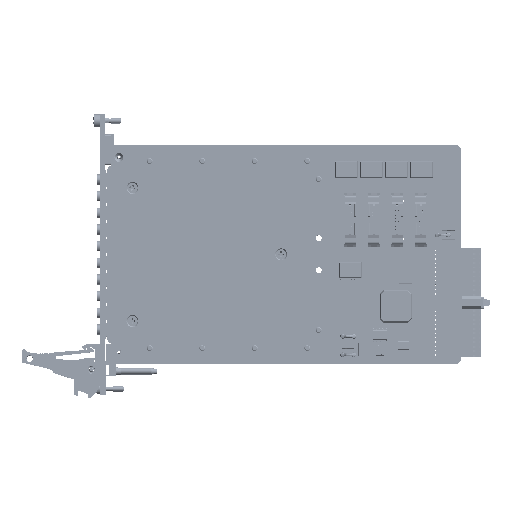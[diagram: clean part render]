
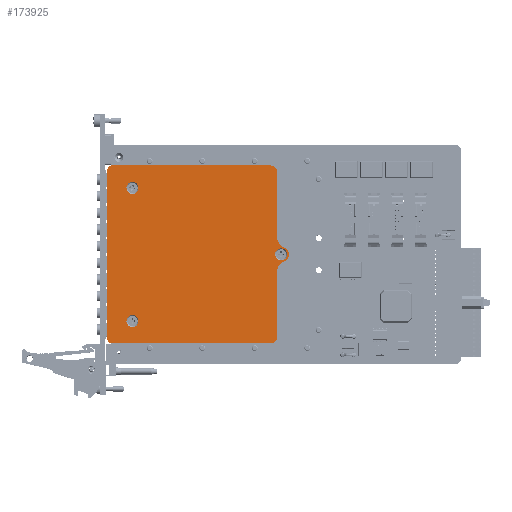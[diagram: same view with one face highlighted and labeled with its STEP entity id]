
A CAD part, top view. The second image highlights one B-rep face of the part: STEP entity #173925.
In plain terms, the highlighted planar face has unit normal (0, 0, 1).
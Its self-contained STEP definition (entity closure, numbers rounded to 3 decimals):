
#9572 = CARTESIAN_POINT ( 'NONE',  ( -18.006, 46.811, 8.968 ) ) ;
#9577 = CARTESIAN_POINT ( 'NONE',  ( -18.006, 17.001, 8.968 ) ) ;
#9607 = CARTESIAN_POINT ( 'NONE',  ( -14.865, 5.862, 8.968 ) ) ;
#9614 = CARTESIAN_POINT ( 'NONE',  ( -18.006, 1.221, 8.968 ) ) ;
#9651 = CARTESIAN_POINT ( 'NONE',  ( -14.865, 12.36, 8.968 ) ) ;
#9657 = CARTESIAN_POINT ( 'NONE',  ( -93.657, 49.811, 8.968 ) ) ;
#9683 = CARTESIAN_POINT ( 'NONE',  ( -95.657, 47.811, 8.968 ) ) ;
#9759 = CARTESIAN_POINT ( 'NONE',  ( -21.006, 49.811, 8.968 ) ) ;
#10122 = CARTESIAN_POINT ( 'NONE',  ( -21.006, -31.589, 8.968 ) ) ;
#10154 = CARTESIAN_POINT ( 'NONE',  ( -18.006, -28.589, 8.968 ) ) ;
#10171 = CARTESIAN_POINT ( 'NONE',  ( -95.657, -29.589, 8.968 ) ) ;
#10173 = CARTESIAN_POINT ( 'NONE',  ( -93.657, -31.589, 8.968 ) ) ;
#15820 = CARTESIAN_POINT ( 'NONE',  ( -93.657, 47.811, 8.968 ) ) ;
#15821 = DIRECTION ( 'NONE',  ( 0., 0., 1. ) ) ;
#15822 = DIRECTION ( 'NONE',  ( -1., 0., 0. ) ) ;
#15823 = CARTESIAN_POINT ( 'NONE',  ( -2.957, 49.811, 8.968 ) ) ;
#15824 = DIRECTION ( 'NONE',  ( -1., 0., 0. ) ) ;
#15826 = CARTESIAN_POINT ( 'NONE',  ( -18.006, 49.811, 8.968 ) ) ;
#15833 = DIRECTION ( 'NONE',  ( 0., -1., 0. ) ) ;
#15837 = CARTESIAN_POINT ( 'NONE',  ( -13.006, 17.001, 8.968 ) ) ;
#15838 = DIRECTION ( 'NONE',  ( 0., 0., 1. ) ) ;
#15839 = DIRECTION ( 'NONE',  ( -1., 0., 0. ) ) ;
#15845 = CARTESIAN_POINT ( 'NONE',  ( -16.167, 9.111, 8.968 ) ) ;
#15846 = DIRECTION ( 'NONE',  ( 0., 0., -1. ) ) ;
#15847 = DIRECTION ( 'NONE',  ( 1., 0., 0. ) ) ;
#15854 = CARTESIAN_POINT ( 'NONE',  ( -13.006, 1.221, 8.968 ) ) ;
#15855 = DIRECTION ( 'NONE',  ( 0., 0., 1. ) ) ;
#15856 = DIRECTION ( 'NONE',  ( 1., 0., 0. ) ) ;
#15868 = CARTESIAN_POINT ( 'NONE',  ( -93.657, -29.589, 8.968 ) ) ;
#15869 = DIRECTION ( 'NONE',  ( 0., 0., 1. ) ) ;
#15870 = DIRECTION ( 'NONE',  ( 1., 0., 0. ) ) ;
#15876 = CARTESIAN_POINT ( 'NONE',  ( -21.006, -28.589, 8.968 ) ) ;
#15877 = DIRECTION ( 'NONE',  ( 0., 0., 1. ) ) ;
#15878 = DIRECTION ( 'NONE',  ( -1., 0., 0. ) ) ;
#15881 = CARTESIAN_POINT ( 'NONE',  ( -93.657, -31.589, 8.968 ) ) ;
#15882 = DIRECTION ( 'NONE',  ( 1., 0., 0. ) ) ;
#15886 = CARTESIAN_POINT ( 'NONE',  ( -16.167, 9.111, 8.968 ) ) ;
#15887 = DIRECTION ( 'NONE',  ( 0., 0., 1. ) ) ;
#15888 = DIRECTION ( 'NONE',  ( 1., 0., 0. ) ) ;
#15889 = CARTESIAN_POINT ( 'NONE',  ( -18.006, 1.221, 8.968 ) ) ;
#15893 = CARTESIAN_POINT ( 'NONE',  ( -84.162, 39.549, 8.968 ) ) ;
#15894 = DIRECTION ( 'NONE',  ( 0., 0., 1. ) ) ;
#15895 = DIRECTION ( 'NONE',  ( 1., 0., 0. ) ) ;
#15896 = CARTESIAN_POINT ( 'NONE',  ( -95.657, 47.811, 8.968 ) ) ;
#15900 = CARTESIAN_POINT ( 'NONE',  ( -84.163, -21.371, 8.968 ) ) ;
#15901 = DIRECTION ( 'NONE',  ( 0., 0., 1. ) ) ;
#15902 = DIRECTION ( 'NONE',  ( 1., 0., 0. ) ) ;
#15903 = DIRECTION ( 'NONE',  ( 0., -1., 0. ) ) ;
#15904 = DIRECTION ( 'NONE',  ( 0., -1., 0. ) ) ;
#15905 = CARTESIAN_POINT ( 'NONE',  ( -21.006, 46.811, 8.968 ) ) ;
#15906 = DIRECTION ( 'NONE',  ( 0., 0., 1. ) ) ;
#15907 = DIRECTION ( 'NONE',  ( -1., 0., 0. ) ) ;
#30010 = EDGE_CURVE ( 'NONE', #134284, #134296, #44636, .T. ) ;
#30016 = EDGE_CURVE ( 'NONE', #134329, #134284, #44638, .T. ) ;
#30028 = EDGE_CURVE ( 'NONE', #134256, #134252, #44646, .T. ) ;
#30032 = EDGE_CURVE ( 'NONE', #134252, #134280, #44648, .T. ) ;
#30041 = EDGE_CURVE ( 'NONE', #134280, #134262, #44657, .T. ) ;
#30050 = EDGE_CURVE ( 'NONE', #134262, #134272, #44661, .T. ) ;
#30062 = EDGE_CURVE ( 'NONE', #134533, #134541, #44666, .T. ) ;
#30072 = EDGE_CURVE ( 'NONE', #134502, #134523, #44673, .T. ) ;
#30082 = EDGE_CURVE ( 'NONE', #134541, #134502, #44678, .T. ) ;
#30083 = CARTESIAN_POINT ( 'NONE',  ( -13.417, 9.111, 8.968 ) ) ;
#30086 = CARTESIAN_POINT ( 'NONE',  ( -81.412, 39.549, 8.968 ) ) ;
#30087 = EDGE_CURVE ( 'NONE', #30579, #30579, #44684, .T. ) ;
#30090 = CARTESIAN_POINT ( 'NONE',  ( -81.413, -21.371, 8.968 ) ) ;
#30092 = EDGE_CURVE ( 'NONE', #30582, #30582, #44686, .T. ) ;
#30096 = EDGE_CURVE ( 'NONE', #30586, #30586, #44688, .T. ) ;
#30099 = EDGE_CURVE ( 'NONE', #134272, #134523, #44682, .T. ) ;
#30101 = EDGE_CURVE ( 'NONE', #134256, #134329, #44683, .T. ) ;
#30103 = EDGE_CURVE ( 'NONE', #134296, #134533, #44691, .T. ) ;
#30579 = VERTEX_POINT ( 'NONE', #30083 ) ;
#30582 = VERTEX_POINT ( 'NONE', #30086 ) ;
#30586 = VERTEX_POINT ( 'NONE', #30090 ) ;
#38839 = AXIS2_PLACEMENT_3D ( 'NONE', #230353, #230355, #230357 ) ;
#44636 = CIRCLE ( 'NONE', #205365, 2. ) ;
#44638 = LINE ( 'NONE', #15823, #44641 ) ;
#44641 = VECTOR ( 'NONE', #15824, 1000. ) ;
#44646 = LINE ( 'NONE', #15826, #44651 ) ;
#44648 = CIRCLE ( 'NONE', #205366, 5. ) ;
#44651 = VECTOR ( 'NONE', #15833, 1000. ) ;
#44657 = CIRCLE ( 'NONE', #205368, 3.5 ) ;
#44661 = CIRCLE ( 'NONE', #205370, 5. ) ;
#44666 = CIRCLE ( 'NONE', #205373, 2. ) ;
#44673 = CIRCLE ( 'NONE', #205375, 3. ) ;
#44678 = LINE ( 'NONE', #15881, #44681 ) ;
#44681 = VECTOR ( 'NONE', #15882, 1000. ) ;
#44682 = LINE ( 'NONE', #15889, #44690 ) ;
#44683 = CIRCLE ( 'NONE', #205382, 3. ) ;
#44684 = CIRCLE ( 'NONE', #205377, 2.75 ) ;
#44686 = CIRCLE ( 'NONE', #205379, 2.75 ) ;
#44688 = CIRCLE ( 'NONE', #205381, 2.75 ) ;
#44690 = VECTOR ( 'NONE', #15903, 1000. ) ;
#44691 = LINE ( 'NONE', #15896, #44692 ) ;
#44692 = VECTOR ( 'NONE', #15904, 1000. ) ;
#103817 = EDGE_LOOP ( 'NONE', ( #234394 ) ) ;
#103820 = EDGE_LOOP ( 'NONE', ( #234392 ) ) ;
#103834 = EDGE_LOOP ( 'NONE', ( #234400, #234403, #234410, #234415, #234418, #234425, #234427, #234430, #234436, #234439, #234443, #234446 ) ) ;
#103866 = EDGE_LOOP ( 'NONE', ( #234397 ) ) ;
#134252 = VERTEX_POINT ( 'NONE', #9577 ) ;
#134256 = VERTEX_POINT ( 'NONE', #9572 ) ;
#134262 = VERTEX_POINT ( 'NONE', #9607 ) ;
#134272 = VERTEX_POINT ( 'NONE', #9614 ) ;
#134280 = VERTEX_POINT ( 'NONE', #9651 ) ;
#134284 = VERTEX_POINT ( 'NONE', #9657 ) ;
#134296 = VERTEX_POINT ( 'NONE', #9683 ) ;
#134329 = VERTEX_POINT ( 'NONE', #9759 ) ;
#134502 = VERTEX_POINT ( 'NONE', #10122 ) ;
#134523 = VERTEX_POINT ( 'NONE', #10154 ) ;
#134533 = VERTEX_POINT ( 'NONE', #10171 ) ;
#134541 = VERTEX_POINT ( 'NONE', #10173 ) ;
#173925 = ADVANCED_FACE ( 'NONE', ( #209038, #209042, #209046, #209048 ), #230343, .F. ) ;
#205365 = AXIS2_PLACEMENT_3D ( 'NONE', #15820, #15821, #15822 ) ;
#205366 = AXIS2_PLACEMENT_3D ( 'NONE', #15837, #15838, #15839 ) ;
#205368 = AXIS2_PLACEMENT_3D ( 'NONE', #15845, #15846, #15847 ) ;
#205370 = AXIS2_PLACEMENT_3D ( 'NONE', #15854, #15855, #15856 ) ;
#205373 = AXIS2_PLACEMENT_3D ( 'NONE', #15868, #15869, #15870 ) ;
#205375 = AXIS2_PLACEMENT_3D ( 'NONE', #15876, #15877, #15878 ) ;
#205377 = AXIS2_PLACEMENT_3D ( 'NONE', #15886, #15887, #15888 ) ;
#205379 = AXIS2_PLACEMENT_3D ( 'NONE', #15893, #15894, #15895 ) ;
#205381 = AXIS2_PLACEMENT_3D ( 'NONE', #15900, #15901, #15902 ) ;
#205382 = AXIS2_PLACEMENT_3D ( 'NONE', #15905, #15906, #15907 ) ;
#209038 = FACE_BOUND ( 'NONE', #103820, .T. ) ;
#209042 = FACE_BOUND ( 'NONE', #103817, .T. ) ;
#209046 = FACE_BOUND ( 'NONE', #103866, .T. ) ;
#209048 = FACE_OUTER_BOUND ( 'NONE', #103834, .T. ) ;
#230343 = PLANE ( 'NONE',  #38839 ) ;
#230353 = CARTESIAN_POINT ( 'NONE',  ( -93.657, 47.811, 8.968 ) ) ;
#230355 = DIRECTION ( 'NONE',  ( 0., 0., -1. ) ) ;
#230357 = DIRECTION ( 'NONE',  ( -1., 0., 0. ) ) ;
#234392 = ORIENTED_EDGE ( 'NONE', *, *, #30096, .F. ) ;
#234394 = ORIENTED_EDGE ( 'NONE', *, *, #30092, .F. ) ;
#234397 = ORIENTED_EDGE ( 'NONE', *, *, #30087, .F. ) ;
#234400 = ORIENTED_EDGE ( 'NONE', *, *, #30082, .T. ) ;
#234403 = ORIENTED_EDGE ( 'NONE', *, *, #30072, .T. ) ;
#234410 = ORIENTED_EDGE ( 'NONE', *, *, #30099, .F. ) ;
#234415 = ORIENTED_EDGE ( 'NONE', *, *, #30050, .F. ) ;
#234418 = ORIENTED_EDGE ( 'NONE', *, *, #30041, .F. ) ;
#234425 = ORIENTED_EDGE ( 'NONE', *, *, #30032, .F. ) ;
#234427 = ORIENTED_EDGE ( 'NONE', *, *, #30028, .F. ) ;
#234430 = ORIENTED_EDGE ( 'NONE', *, *, #30101, .T. ) ;
#234436 = ORIENTED_EDGE ( 'NONE', *, *, #30016, .T. ) ;
#234439 = ORIENTED_EDGE ( 'NONE', *, *, #30010, .T. ) ;
#234443 = ORIENTED_EDGE ( 'NONE', *, *, #30103, .T. ) ;
#234446 = ORIENTED_EDGE ( 'NONE', *, *, #30062, .T. ) ;
